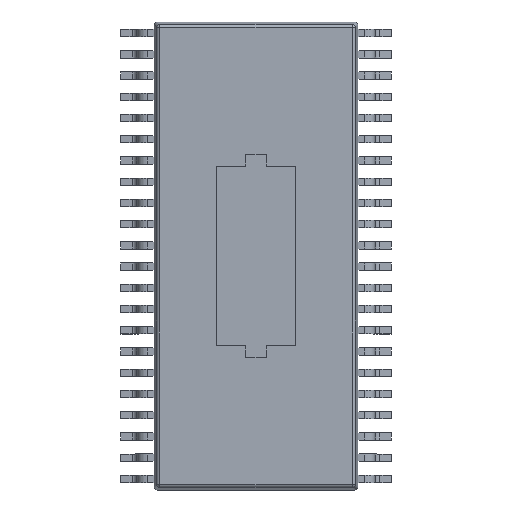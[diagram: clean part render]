
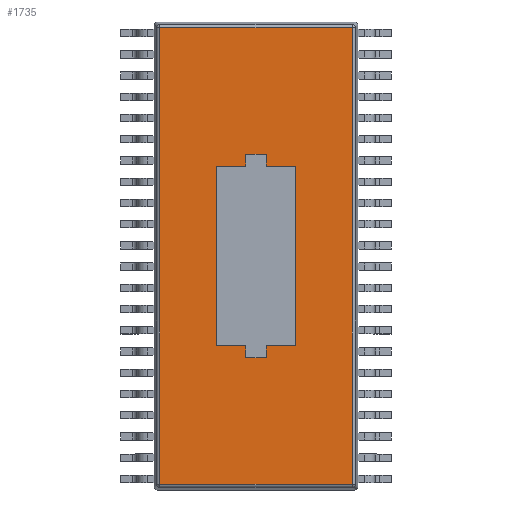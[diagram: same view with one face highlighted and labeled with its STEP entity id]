
A CAD part, top view. The second image highlights one B-rep face of the part: STEP entity #1735.
In plain terms, the highlighted face is planar.
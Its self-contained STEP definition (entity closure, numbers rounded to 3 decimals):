
#622=DIRECTION('',(0.,0.,1.));
#623=VECTOR('',#622,13.647);
#624=CARTESIAN_POINT('',(-2.873,0.45,-6.823));
#625=LINE('',#624,#623);
#629=DIRECTION('',(-1.,0.,0.));
#630=VECTOR('',#629,5.747);
#631=CARTESIAN_POINT('',(2.873,0.45,-6.823));
#632=LINE('',#631,#630);
#636=DIRECTION('',(0.,0.,-1.));
#637=VECTOR('',#636,13.647);
#638=CARTESIAN_POINT('',(2.873,0.45,6.823));
#639=LINE('',#638,#637);
#643=DIRECTION('',(1.,0.,0.));
#644=VECTOR('',#643,5.747);
#645=CARTESIAN_POINT('',(-2.873,0.45,6.823));
#646=LINE('',#645,#644);
#650=DIRECTION('',(0.,0.,1.));
#651=VECTOR('',#650,5.375);
#652=CARTESIAN_POINT('',(-1.188,0.45,-2.688));
#653=LINE('',#652,#651);
#657=DIRECTION('',(1.,0.,0.));
#658=VECTOR('',#657,0.888);
#659=CARTESIAN_POINT('',(-1.188,0.45,2.688));
#660=LINE('',#659,#658);
#664=DIRECTION('',(0.,0.,1.));
#665=VECTOR('',#664,0.35);
#666=CARTESIAN_POINT('',(-0.3,0.45,2.688));
#667=LINE('',#666,#665);
#671=DIRECTION('',(1.,0.,0.));
#672=VECTOR('',#671,0.6);
#673=CARTESIAN_POINT('',(-0.3,0.45,3.038));
#674=LINE('',#673,#672);
#678=DIRECTION('',(0.,0.,-1.));
#679=VECTOR('',#678,0.35);
#680=CARTESIAN_POINT('',(0.3,0.45,3.038));
#681=LINE('',#680,#679);
#685=DIRECTION('',(1.,0.,0.));
#686=VECTOR('',#685,0.888);
#687=CARTESIAN_POINT('',(0.3,0.45,2.688));
#688=LINE('',#687,#686);
#692=DIRECTION('',(0.,0.,-1.));
#693=VECTOR('',#692,5.375);
#694=CARTESIAN_POINT('',(1.188,0.45,2.688));
#695=LINE('',#694,#693);
#699=DIRECTION('',(-1.,0.,0.));
#700=VECTOR('',#699,0.888);
#701=CARTESIAN_POINT('',(1.188,0.45,-2.688));
#702=LINE('',#701,#700);
#706=DIRECTION('',(0.,0.,-1.));
#707=VECTOR('',#706,0.35);
#708=CARTESIAN_POINT('',(0.3,0.45,-2.688));
#709=LINE('',#708,#707);
#713=DIRECTION('',(-1.,0.,0.));
#714=VECTOR('',#713,0.6);
#715=CARTESIAN_POINT('',(0.3,0.45,-3.038));
#716=LINE('',#715,#714);
#720=DIRECTION('',(0.,0.,1.));
#721=VECTOR('',#720,0.35);
#722=CARTESIAN_POINT('',(-0.3,0.45,-3.038));
#723=LINE('',#722,#721);
#727=DIRECTION('',(-1.,0.,0.));
#728=VECTOR('',#727,0.888);
#729=CARTESIAN_POINT('',(-0.3,0.45,-2.688));
#730=LINE('',#729,#728);
#1047=CARTESIAN_POINT('',(-2.873,0.45,-6.823));
#1048=CARTESIAN_POINT('',(-2.873,0.45,6.823));
#1049=VERTEX_POINT('',#1047);
#1050=VERTEX_POINT('',#1048);
#1055=CARTESIAN_POINT('',(2.873,0.45,6.823));
#1056=CARTESIAN_POINT('',(2.873,0.45,-6.823));
#1057=VERTEX_POINT('',#1055);
#1058=VERTEX_POINT('',#1056);
#1159=CARTESIAN_POINT('',(-1.188,0.45,-2.688));
#1160=VERTEX_POINT('',#1159);
#1161=CARTESIAN_POINT('',(-1.188,0.45,2.688));
#1162=VERTEX_POINT('',#1161);
#1163=CARTESIAN_POINT('',(1.188,0.45,2.688));
#1164=VERTEX_POINT('',#1163);
#1165=CARTESIAN_POINT('',(1.188,0.45,-2.688));
#1166=VERTEX_POINT('',#1165);
#1167=CARTESIAN_POINT('',(0.3,0.45,-3.038));
#1168=VERTEX_POINT('',#1167);
#1169=CARTESIAN_POINT('',(-0.3,0.45,-3.038));
#1170=VERTEX_POINT('',#1169);
#1171=CARTESIAN_POINT('',(-0.3,0.45,3.038));
#1172=VERTEX_POINT('',#1171);
#1173=CARTESIAN_POINT('',(0.3,0.45,3.038));
#1174=VERTEX_POINT('',#1173);
#1175=CARTESIAN_POINT('',(-0.3,0.45,2.688));
#1176=VERTEX_POINT('',#1175);
#1177=CARTESIAN_POINT('',(0.3,0.45,2.688));
#1178=VERTEX_POINT('',#1177);
#1179=CARTESIAN_POINT('',(0.3,0.45,-2.688));
#1180=VERTEX_POINT('',#1179);
#1181=CARTESIAN_POINT('',(-0.3,0.45,-2.688));
#1182=VERTEX_POINT('',#1181);
#1698=CARTESIAN_POINT('',(0.,0.45,0.));
#1699=DIRECTION('',(0.,1.,0.));
#1700=DIRECTION('',(1.,0.,0.));
#1701=AXIS2_PLACEMENT_3D('',#1698,#1699,#1700);
#1702=PLANE('',#1701);
#1703=ORIENTED_EDGE('',*,*,#1622,.F.);
#1704=ORIENTED_EDGE('',*,*,#1689,.F.);
#1705=ORIENTED_EDGE('',*,*,#1531,.F.);
#1706=ORIENTED_EDGE('',*,*,#1560,.F.);
#1707=EDGE_LOOP('',(#1703,#1704,#1705,#1706));
#1708=FACE_OUTER_BOUND('',#1707,.F.);
#1710=ORIENTED_EDGE('',*,*,#1709,.T.);
#1712=ORIENTED_EDGE('',*,*,#1711,.T.);
#1714=ORIENTED_EDGE('',*,*,#1713,.T.);
#1716=ORIENTED_EDGE('',*,*,#1715,.T.);
#1718=ORIENTED_EDGE('',*,*,#1717,.T.);
#1720=ORIENTED_EDGE('',*,*,#1719,.T.);
#1722=ORIENTED_EDGE('',*,*,#1721,.T.);
#1724=ORIENTED_EDGE('',*,*,#1723,.T.);
#1726=ORIENTED_EDGE('',*,*,#1725,.T.);
#1728=ORIENTED_EDGE('',*,*,#1727,.T.);
#1730=ORIENTED_EDGE('',*,*,#1729,.T.);
#1732=ORIENTED_EDGE('',*,*,#1731,.T.);
#1733=EDGE_LOOP('',(#1710,#1712,#1714,#1716,#1718,#1720,#1722,#1724,#1726,#1728,
#1730,#1732));
#1734=FACE_BOUND('',#1733,.F.);
#1735=ADVANCED_FACE('',(#1708,#1734),#1702,.T.);
#1531=EDGE_CURVE('',#1057,#1058,#639,.T.);
#1560=EDGE_CURVE('',#1050,#1057,#646,.T.);
#1622=EDGE_CURVE('',#1049,#1050,#625,.T.);
#1689=EDGE_CURVE('',#1058,#1049,#632,.T.);
#1709=EDGE_CURVE('',#1160,#1162,#653,.T.);
#1711=EDGE_CURVE('',#1162,#1176,#660,.T.);
#1713=EDGE_CURVE('',#1176,#1172,#667,.T.);
#1715=EDGE_CURVE('',#1172,#1174,#674,.T.);
#1717=EDGE_CURVE('',#1174,#1178,#681,.T.);
#1719=EDGE_CURVE('',#1178,#1164,#688,.T.);
#1721=EDGE_CURVE('',#1164,#1166,#695,.T.);
#1723=EDGE_CURVE('',#1166,#1180,#702,.T.);
#1725=EDGE_CURVE('',#1180,#1168,#709,.T.);
#1727=EDGE_CURVE('',#1168,#1170,#716,.T.);
#1729=EDGE_CURVE('',#1170,#1182,#723,.T.);
#1731=EDGE_CURVE('',#1182,#1160,#730,.T.);
